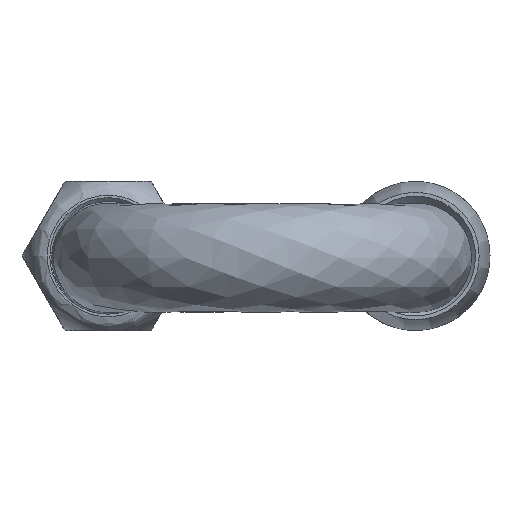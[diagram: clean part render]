
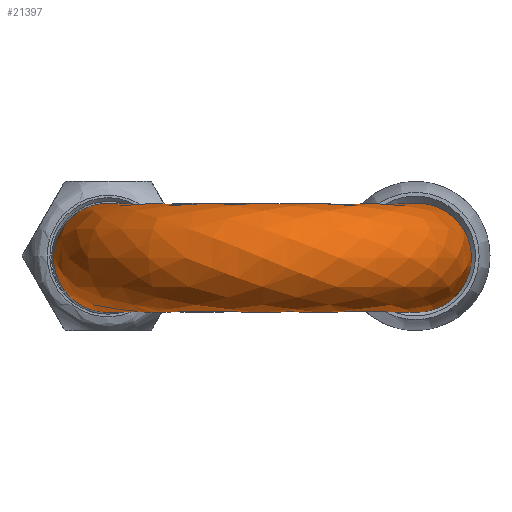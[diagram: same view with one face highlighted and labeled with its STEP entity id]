
A CAD part, front view. The second image highlights one B-rep face of the part: STEP entity #21397.
In plain terms, the highlighted free-form (B-spline) face has degree [2, 2] with [5, 7] control points.
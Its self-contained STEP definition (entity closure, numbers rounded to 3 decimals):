
#15826 = VERTEX_POINT('',#15827);
#15827 = CARTESIAN_POINT('',(87.436,0.,
    0.));
#15832 = EDGE_CURVE('',#15826,#15833,#15835,.T.);
#15833 = VERTEX_POINT('',#15834);
#15834 = CARTESIAN_POINT('',(61.266,0.,
    0.));
#15835 = ( BOUNDED_CURVE() B_SPLINE_CURVE(2,(#15836,#15837,#15838,#15839
,#15840),.UNSPECIFIED.,.F.,.F.) B_SPLINE_CURVE_WITH_KNOTS((3,2,3),(
    3.142,4.712,6.283),
.PIECEWISE_BEZIER_KNOTS.) CURVE() GEOMETRIC_REPRESENTATION_ITEM() 
RATIONAL_B_SPLINE_CURVE((1.,0.707,1.,0.707,1.)) 
REPRESENTATION_ITEM('') );
#15836 = CARTESIAN_POINT('',(87.436,0.,
    0.));
#15837 = CARTESIAN_POINT('',(87.436,0.,
    -13.085));
#15838 = CARTESIAN_POINT('',(74.351,0.,
    -13.085));
#15839 = CARTESIAN_POINT('',(61.266,0.,
    -13.085));
#15840 = CARTESIAN_POINT('',(61.266,0.,
    0.));
#15842 = EDGE_CURVE('',#15833,#15826,#15843,.T.);
#15843 = ( BOUNDED_CURVE() B_SPLINE_CURVE(2,(#15844,#15845,#15846,#15847
,#15848),.UNSPECIFIED.,.F.,.F.) B_SPLINE_CURVE_WITH_KNOTS((3,2,3),(0.,
1.571,3.142),.PIECEWISE_BEZIER_KNOTS.) CURVE() 
GEOMETRIC_REPRESENTATION_ITEM() RATIONAL_B_SPLINE_CURVE((1.,
0.707,1.,0.707,1.)) REPRESENTATION_ITEM('') );
#15844 = CARTESIAN_POINT('',(61.266,0.,0.));
#15845 = CARTESIAN_POINT('',(61.266,0.,
    13.085));
#15846 = CARTESIAN_POINT('',(74.351,0.,
    13.085));
#15847 = CARTESIAN_POINT('',(87.436,0.,
    13.085));
#15848 = CARTESIAN_POINT('',(87.436,0.,
    0.));
#21317 = EDGE_CURVE('',#21318,#21320,#21322,.T.);
#21318 = VERTEX_POINT('',#21319);
#21319 = CARTESIAN_POINT('',(-13.085,0.,0.));
#21320 = VERTEX_POINT('',#21321);
#21321 = CARTESIAN_POINT('',(13.085,0.,0.));
#21322 = ( BOUNDED_CURVE() B_SPLINE_CURVE(2,(#21323,#21324,#21325,#21326
,#21327),.UNSPECIFIED.,.F.,.F.) B_SPLINE_CURVE_WITH_KNOTS((3,2,3),(
    3.142,4.712,6.283),
.PIECEWISE_BEZIER_KNOTS.) CURVE() GEOMETRIC_REPRESENTATION_ITEM() 
RATIONAL_B_SPLINE_CURVE((1.,0.707,1.,0.707,1.)) 
REPRESENTATION_ITEM('') );
#21323 = CARTESIAN_POINT('',(-13.085,0.,0.));
#21324 = CARTESIAN_POINT('',(-13.085,0.,-13.085));
#21325 = CARTESIAN_POINT('',(0.,0.,-13.085));
#21326 = CARTESIAN_POINT('',(13.085,0.,-13.085));
#21327 = CARTESIAN_POINT('',(13.085,0.,0.));
#21336 = EDGE_CURVE('',#21320,#21318,#21337,.T.);
#21337 = ( BOUNDED_CURVE() B_SPLINE_CURVE(2,(#21338,#21339,#21340,#21341
,#21342),.UNSPECIFIED.,.F.,.F.) B_SPLINE_CURVE_WITH_KNOTS((3,2,3),(0.,
1.571,3.142),.PIECEWISE_BEZIER_KNOTS.) CURVE() 
GEOMETRIC_REPRESENTATION_ITEM() RATIONAL_B_SPLINE_CURVE((1.,
0.707,1.,0.707,1.)) REPRESENTATION_ITEM('') );
#21338 = CARTESIAN_POINT('',(13.085,0.,0.));
#21339 = CARTESIAN_POINT('',(13.085,0.,13.085));
#21340 = CARTESIAN_POINT('',(0.,0.,13.085));
#21341 = CARTESIAN_POINT('',(-13.085,0.,13.085));
#21342 = CARTESIAN_POINT('',(-13.085,0.,0.));
#21397 = ADVANCED_FACE('',(#21398),#21413,.T.);
#21398 = FACE_BOUND('',#21399,.T.);
#21399 = EDGE_LOOP('',(#21400,#21401,#21402,#21410,#21411,#21412));
#21400 = ORIENTED_EDGE('',*,*,#15832,.F.);
#21401 = ORIENTED_EDGE('',*,*,#15842,.F.);
#21402 = ORIENTED_EDGE('',*,*,#21403,.T.);
#21403 = EDGE_CURVE('',#15833,#21320,#21404,.T.);
#21404 = ( BOUNDED_CURVE() B_SPLINE_CURVE(2,(#21405,#21406,#21407,#21408
,#21409),.UNSPECIFIED.,.F.,.F.) B_SPLINE_CURVE_WITH_KNOTS((3,2,3),(0.,
1.571,3.142),.PIECEWISE_BEZIER_KNOTS.) CURVE() 
GEOMETRIC_REPRESENTATION_ITEM() RATIONAL_B_SPLINE_CURVE((1.,
0.707,1.,0.707,1.)) REPRESENTATION_ITEM('') );
#21405 = CARTESIAN_POINT('',(61.266,0.,0.));
#21406 = CARTESIAN_POINT('',(61.266,-24.09,
    0.));
#21407 = CARTESIAN_POINT('',(37.175,-24.09,
    0.));
#21408 = CARTESIAN_POINT('',(13.085,-24.09,
    0.));
#21409 = CARTESIAN_POINT('',(13.085,0.,
    0.));
#21410 = ORIENTED_EDGE('',*,*,#21336,.T.);
#21411 = ORIENTED_EDGE('',*,*,#21317,.T.);
#21412 = ORIENTED_EDGE('',*,*,#21403,.F.);
#21413 = ( BOUNDED_SURFACE() B_SPLINE_SURFACE(2,2,(
    (#21414,#21415,#21416,#21417,#21418,#21419,#21420)
    ,(#21421,#21422,#21423,#21424,#21425,#21426,#21427)
    ,(#21428,#21429,#21430,#21431,#21432,#21433,#21434)
    ,(#21435,#21436,#21437,#21438,#21439,#21440,#21441)
    ,(#21442,#21443,#21444,#21445,#21446,#21447,#21448
)),.UNSPECIFIED.,.F.,.T.,.F.) B_SPLINE_SURFACE_WITH_KNOTS((3,2,3),(3,2,2
    ,3),(3.142,4.712,6.283),(-3.142,
    -1.047,1.047,3.142),.UNSPECIFIED.) 
GEOMETRIC_REPRESENTATION_ITEM() RATIONAL_B_SPLINE_SURFACE((
    (1.,0.5,1.,0.5,1.,0.5,1.)
    ,(0.707,0.354,0.707,0.354
      ,0.707,0.354,0.707)
    ,(1.,0.5,1.,0.5,1.,0.5,1.)
    ,(0.707,0.354,0.707,0.354
      ,0.707,0.354,0.707)
,(1.,0.5,1.,0.5,1.,0.5,1.))) REPRESENTATION_ITEM('') SURFACE() );
#21414 = CARTESIAN_POINT('',(13.085,0.,
    0.));
#21415 = CARTESIAN_POINT('',(13.085,0.,
    -22.664));
#21416 = CARTESIAN_POINT('',(-6.543,0.,
    -11.332));
#21417 = CARTESIAN_POINT('',(-26.17,0.,
    0.));
#21418 = CARTESIAN_POINT('',(-6.543,0.,
    11.332));
#21419 = CARTESIAN_POINT('',(13.085,0.,
    22.664));
#21420 = CARTESIAN_POINT('',(13.085,0.,
    0.));
#21421 = CARTESIAN_POINT('',(13.085,-24.09,
    0.));
#21422 = CARTESIAN_POINT('',(13.085,-24.09,
    -22.664));
#21423 = CARTESIAN_POINT('',(-6.543,-43.718,
    -11.332));
#21424 = CARTESIAN_POINT('',(-26.17,-63.346,
    0.));
#21425 = CARTESIAN_POINT('',(-6.543,-43.718,
    11.332));
#21426 = CARTESIAN_POINT('',(13.085,-24.09,
    22.664));
#21427 = CARTESIAN_POINT('',(13.085,-24.09,
    0.));
#21428 = CARTESIAN_POINT('',(37.175,-24.09,
    0.));
#21429 = CARTESIAN_POINT('',(37.175,-24.09,
    -22.664));
#21430 = CARTESIAN_POINT('',(37.175,-43.718,
    -11.332));
#21431 = CARTESIAN_POINT('',(37.175,-63.346,
    0.));
#21432 = CARTESIAN_POINT('',(37.175,-43.718,
    11.332));
#21433 = CARTESIAN_POINT('',(37.175,-24.09,
    22.664));
#21434 = CARTESIAN_POINT('',(37.175,-24.09,
    0.));
#21435 = CARTESIAN_POINT('',(61.266,-24.09,
    0.));
#21436 = CARTESIAN_POINT('',(61.266,-24.09,
    -22.664));
#21437 = CARTESIAN_POINT('',(80.893,-43.718,
    -11.332));
#21438 = CARTESIAN_POINT('',(100.521,-63.346,
    0.));
#21439 = CARTESIAN_POINT('',(80.893,-43.718,
    11.332));
#21440 = CARTESIAN_POINT('',(61.266,-24.09,
    22.664));
#21441 = CARTESIAN_POINT('',(61.266,-24.09,
    0.));
#21442 = CARTESIAN_POINT('',(61.266,0.,
    0.));
#21443 = CARTESIAN_POINT('',(61.266,0.,
    -22.664));
#21444 = CARTESIAN_POINT('',(80.893,0.,
    -11.332));
#21445 = CARTESIAN_POINT('',(100.521,0.,
    0.));
#21446 = CARTESIAN_POINT('',(80.893,0.,
    11.332));
#21447 = CARTESIAN_POINT('',(61.266,0.,
    22.664));
#21448 = CARTESIAN_POINT('',(61.266,0.,
    0.));
